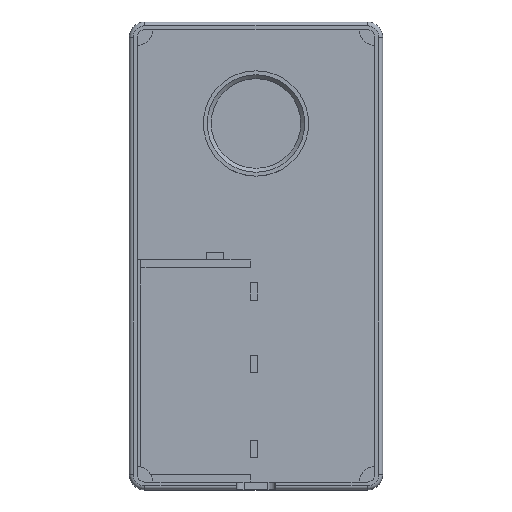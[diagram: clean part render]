
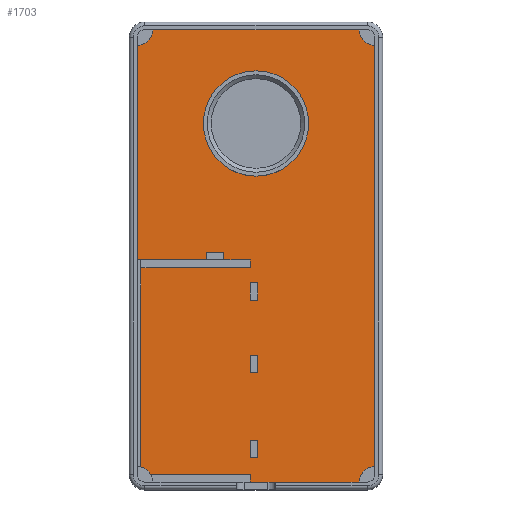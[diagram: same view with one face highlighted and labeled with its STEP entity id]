
A CAD part, top view. The second image highlights one B-rep face of the part: STEP entity #1703.
In plain terms, the highlighted planar face has unit normal (0, 0, 1).
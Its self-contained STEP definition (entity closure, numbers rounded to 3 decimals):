
#77=LINE('',#2558,#252);
#93=LINE('',#2597,#268);
#102=LINE('',#2615,#277);
#111=LINE('',#2643,#286);
#120=LINE('',#2664,#295);
#121=LINE('',#2666,#296);
#122=LINE('',#2668,#297);
#123=LINE('',#2670,#298);
#124=LINE('',#2672,#299);
#125=LINE('',#2674,#300);
#126=LINE('',#2676,#301);
#127=LINE('',#2678,#302);
#128=LINE('',#2680,#303);
#129=LINE('',#2682,#304);
#130=LINE('',#2683,#305);
#131=LINE('',#2686,#306);
#132=LINE('',#2688,#307);
#133=LINE('',#2690,#308);
#134=LINE('',#2691,#309);
#135=LINE('',#2694,#310);
#136=LINE('',#2696,#311);
#137=LINE('',#2698,#312);
#138=LINE('',#2699,#313);
#139=LINE('',#2702,#314);
#140=LINE('',#2704,#315);
#141=LINE('',#2706,#316);
#252=VECTOR('',#2022,1000.);
#268=VECTOR('',#2048,1000.);
#277=VECTOR('',#2059,1000.);
#286=VECTOR('',#2080,1000.);
#295=VECTOR('',#2097,1000.);
#296=VECTOR('',#2098,1000.);
#297=VECTOR('',#2099,1000.);
#298=VECTOR('',#2100,1000.);
#299=VECTOR('',#2101,1000.);
#300=VECTOR('',#2102,1000.);
#301=VECTOR('',#2103,1000.);
#302=VECTOR('',#2104,1000.);
#303=VECTOR('',#2105,1000.);
#304=VECTOR('',#2106,1000.);
#305=VECTOR('',#2107,1000.);
#306=VECTOR('',#2108,1000.);
#307=VECTOR('',#2109,1000.);
#308=VECTOR('',#2110,1000.);
#309=VECTOR('',#2111,1000.);
#310=VECTOR('',#2112,1000.);
#311=VECTOR('',#2113,1000.);
#312=VECTOR('',#2114,1000.);
#313=VECTOR('',#2115,1000.);
#314=VECTOR('',#2116,1000.);
#315=VECTOR('',#2117,1000.);
#316=VECTOR('',#2118,1000.);
#492=ORIENTED_EDGE('',*,*,#939,.T.);
#493=ORIENTED_EDGE('',*,*,#991,.T.);
#494=ORIENTED_EDGE('',*,*,#959,.F.);
#495=ORIENTED_EDGE('',*,*,#992,.T.);
#496=ORIENTED_EDGE('',*,*,#982,.F.);
#497=ORIENTED_EDGE('',*,*,#993,.T.);
#498=ORIENTED_EDGE('',*,*,#968,.T.);
#499=ORIENTED_EDGE('',*,*,#994,.T.);
#500=ORIENTED_EDGE('',*,*,#995,.T.);
#501=ORIENTED_EDGE('',*,*,#996,.T.);
#502=ORIENTED_EDGE('',*,*,#997,.F.);
#503=ORIENTED_EDGE('',*,*,#998,.T.);
#504=ORIENTED_EDGE('',*,*,#999,.T.);
#505=ORIENTED_EDGE('',*,*,#1000,.F.);
#506=ORIENTED_EDGE('',*,*,#1001,.T.);
#507=ORIENTED_EDGE('',*,*,#1002,.T.);
#508=ORIENTED_EDGE('',*,*,#1003,.F.);
#509=ORIENTED_EDGE('',*,*,#1004,.T.);
#510=ORIENTED_EDGE('',*,*,#1005,.T.);
#511=ORIENTED_EDGE('',*,*,#1006,.F.);
#512=ORIENTED_EDGE('',*,*,#1007,.F.);
#513=ORIENTED_EDGE('',*,*,#1008,.T.);
#514=ORIENTED_EDGE('',*,*,#1009,.T.);
#515=ORIENTED_EDGE('',*,*,#1010,.F.);
#516=ORIENTED_EDGE('',*,*,#1011,.F.);
#517=ORIENTED_EDGE('',*,*,#1012,.T.);
#518=ORIENTED_EDGE('',*,*,#1013,.T.);
#519=ORIENTED_EDGE('',*,*,#1014,.F.);
#520=ORIENTED_EDGE('',*,*,#1015,.F.);
#521=ORIENTED_EDGE('',*,*,#1016,.F.);
#939=EDGE_CURVE('',#1191,#1190,#77,.T.);
#959=EDGE_CURVE('',#1208,#1209,#93,.T.);
#968=EDGE_CURVE('',#1217,#1216,#102,.T.);
#982=EDGE_CURVE('',#1230,#1231,#111,.T.);
#991=EDGE_CURVE('',#1190,#1209,#1349,.T.);
#992=EDGE_CURVE('',#1208,#1231,#1350,.T.);
#993=EDGE_CURVE('',#1230,#1217,#1351,.T.);
#994=EDGE_CURVE('',#1216,#1238,#120,.T.);
#995=EDGE_CURVE('',#1238,#1239,#121,.T.);
#996=EDGE_CURVE('',#1239,#1240,#122,.T.);
#997=EDGE_CURVE('',#1241,#1240,#123,.T.);
#998=EDGE_CURVE('',#1241,#1242,#124,.T.);
#999=EDGE_CURVE('',#1242,#1243,#125,.T.);
#1000=EDGE_CURVE('',#1244,#1243,#126,.T.);
#1001=EDGE_CURVE('',#1244,#1245,#127,.T.);
#1002=EDGE_CURVE('',#1245,#1246,#128,.T.);
#1003=EDGE_CURVE('',#1191,#1246,#129,.T.);
#1004=EDGE_CURVE('',#1247,#1248,#130,.T.);
#1005=EDGE_CURVE('',#1248,#1249,#131,.T.);
#1006=EDGE_CURVE('',#1250,#1249,#132,.T.);
#1007=EDGE_CURVE('',#1247,#1250,#133,.T.);
#1008=EDGE_CURVE('',#1251,#1252,#134,.T.);
#1009=EDGE_CURVE('',#1252,#1253,#135,.T.);
#1010=EDGE_CURVE('',#1254,#1253,#136,.T.);
#1011=EDGE_CURVE('',#1251,#1254,#137,.T.);
#1012=EDGE_CURVE('',#1255,#1256,#138,.T.);
#1013=EDGE_CURVE('',#1256,#1257,#139,.T.);
#1014=EDGE_CURVE('',#1258,#1257,#140,.T.);
#1015=EDGE_CURVE('',#1255,#1258,#141,.T.);
#1016=EDGE_CURVE('',#1259,#1259,#1352,.T.);
#1190=VERTEX_POINT('',#2557);
#1191=VERTEX_POINT('',#2559);
#1208=VERTEX_POINT('',#2596);
#1209=VERTEX_POINT('',#2598);
#1216=VERTEX_POINT('',#2614);
#1217=VERTEX_POINT('',#2616);
#1230=VERTEX_POINT('',#2644);
#1231=VERTEX_POINT('',#2645);
#1238=VERTEX_POINT('',#2665);
#1239=VERTEX_POINT('',#2667);
#1240=VERTEX_POINT('',#2669);
#1241=VERTEX_POINT('',#2671);
#1242=VERTEX_POINT('',#2673);
#1243=VERTEX_POINT('',#2675);
#1244=VERTEX_POINT('',#2677);
#1245=VERTEX_POINT('',#2679);
#1246=VERTEX_POINT('',#2681);
#1247=VERTEX_POINT('',#2684);
#1248=VERTEX_POINT('',#2685);
#1249=VERTEX_POINT('',#2687);
#1250=VERTEX_POINT('',#2689);
#1251=VERTEX_POINT('',#2692);
#1252=VERTEX_POINT('',#2693);
#1253=VERTEX_POINT('',#2695);
#1254=VERTEX_POINT('',#2697);
#1255=VERTEX_POINT('',#2700);
#1256=VERTEX_POINT('',#2701);
#1257=VERTEX_POINT('',#2703);
#1258=VERTEX_POINT('',#2705);
#1259=VERTEX_POINT('',#2708);
#1349=CIRCLE('',#1834,2.);
#1350=CIRCLE('',#1835,2.);
#1351=CIRCLE('',#1836,2.);
#1352=CIRCLE('',#1837,13.5);
#1414=EDGE_LOOP('',(#492,#493,#494,#495,#496,#497,#498,#499,#500,#501,#502,
#503,#504,#505,#506,#507,#508));
#1415=EDGE_LOOP('',(#509,#510,#511,#512));
#1416=EDGE_LOOP('',(#513,#514,#515,#516));
#1417=EDGE_LOOP('',(#517,#518,#519,#520));
#1418=EDGE_LOOP('',(#521));
#1533=FACE_BOUND('',#1414,.T.);
#1534=FACE_BOUND('',#1415,.T.);
#1535=FACE_BOUND('',#1416,.T.);
#1536=FACE_BOUND('',#1417,.T.);
#1537=FACE_BOUND('',#1418,.T.);
#1648=PLANE('',#1833);
#1703=ADVANCED_FACE('',(#1533,#1534,#1535,#1536,#1537),#1648,.T.);
#1833=AXIS2_PLACEMENT_3D('',#2660,#2089,#2090);
#1834=AXIS2_PLACEMENT_3D('',#2661,#2091,#2092);
#1835=AXIS2_PLACEMENT_3D('',#2662,#2093,#2094);
#1836=AXIS2_PLACEMENT_3D('',#2663,#2095,#2096);
#1837=AXIS2_PLACEMENT_3D('',#2707,#2119,#2120);
#2022=DIRECTION('',(1.,0.,0.));
#2048=DIRECTION('',(0.,-1.,0.));
#2059=DIRECTION('',(0.,-1.,0.));
#2080=DIRECTION('',(1.,0.,0.));
#2089=DIRECTION('',(0.,0.,1.));
#2090=DIRECTION('',(1.,0.,0.));
#2091=DIRECTION('',(0.,0.,1.));
#2092=DIRECTION('',(1.,0.,0.));
#2093=DIRECTION('',(0.,0.,1.));
#2094=DIRECTION('',(1.,0.,0.));
#2095=DIRECTION('',(0.,0.,1.));
#2096=DIRECTION('',(1.,0.,0.));
#2097=DIRECTION('',(1.,0.,0.));
#2098=DIRECTION('',(0.,1.,0.));
#2099=DIRECTION('',(1.,0.,0.));
#2100=DIRECTION('',(0.,1.,0.));
#2101=DIRECTION('',(1.,0.,0.));
#2102=DIRECTION('',(0.,-1.,0.));
#2103=DIRECTION('',(1.,0.,0.));
#2104=DIRECTION('',(0.,-1.,0.));
#2105=DIRECTION('',(1.,0.,0.));
#2106=DIRECTION('',(0.,1.,0.));
#2107=DIRECTION('',(1.,0.,0.));
#2108=DIRECTION('',(0.,-1.,0.));
#2109=DIRECTION('',(1.,0.,0.));
#2110=DIRECTION('',(0.,-1.,0.));
#2111=DIRECTION('',(1.,0.,0.));
#2112=DIRECTION('',(0.,-1.,0.));
#2113=DIRECTION('',(1.,0.,0.));
#2114=DIRECTION('',(0.,-1.,0.));
#2115=DIRECTION('',(1.,0.,0.));
#2116=DIRECTION('',(0.,-1.,0.));
#2117=DIRECTION('',(1.,0.,0.));
#2118=DIRECTION('',(0.,-1.,0.));
#2119=DIRECTION('',(0.,0.,1.));
#2120=DIRECTION('',(1.,0.,0.));
#2557=CARTESIAN_POINT('',(28.5,-58.,0.));
#2558=CARTESIAN_POINT('',(14.5,-58.,0.));
#2559=CARTESIAN_POINT('',(-1.5,-58.,0.));
#2596=CARTESIAN_POINT('',(30.5,56.,0.));
#2597=CARTESIAN_POINT('',(30.5,0.,0.));
#2598=CARTESIAN_POINT('',(30.5,-56.,0.));
#2614=CARTESIAN_POINT('',(-30.5,-1.,0.));
#2615=CARTESIAN_POINT('',(-30.5,-28.5,0.));
#2616=CARTESIAN_POINT('',(-30.5,56.,0.));
#2643=CARTESIAN_POINT('',(0.,58.,0.));
#2644=CARTESIAN_POINT('',(-28.5,58.,0.));
#2645=CARTESIAN_POINT('',(28.5,58.,0.));
#2660=CARTESIAN_POINT('',(0.,0.,0.));
#2661=CARTESIAN_POINT('',(28.5,-56.,0.));
#2662=CARTESIAN_POINT('',(28.5,56.,0.));
#2663=CARTESIAN_POINT('',(-28.5,56.,0.));
#2664=CARTESIAN_POINT('',(-4.86,-1.,0.));
#2665=CARTESIAN_POINT('',(-12.72,-1.,0.));
#2666=CARTESIAN_POINT('',(-12.72,0.,0.));
#2667=CARTESIAN_POINT('',(-12.72,1.,0.));
#2668=CARTESIAN_POINT('',(-10.47,1.,0.));
#2669=CARTESIAN_POINT('',(-8.22,1.,0.));
#2670=CARTESIAN_POINT('',(-8.22,0.,0.));
#2671=CARTESIAN_POINT('',(-8.22,-1.,0.));
#2672=CARTESIAN_POINT('',(-4.86,-1.,0.));
#2673=CARTESIAN_POINT('',(-1.5,-1.,0.));
#2674=CARTESIAN_POINT('',(-1.5,-2.,0.));
#2675=CARTESIAN_POINT('',(-1.5,-3.,0.));
#2676=CARTESIAN_POINT('',(-15.5,-3.,0.));
#2677=CARTESIAN_POINT('',(-29.5,-3.,0.));
#2678=CARTESIAN_POINT('',(-29.5,-29.5,0.));
#2679=CARTESIAN_POINT('',(-29.5,-56.,0.));
#2680=CARTESIAN_POINT('',(-30.,-56.,0.));
#2681=CARTESIAN_POINT('',(-1.5,-56.,0.));
#2682=CARTESIAN_POINT('',(-1.5,-57.,0.));
#2683=CARTESIAN_POINT('',(-0.5,-6.823,0.));
#2684=CARTESIAN_POINT('',(-1.5,-6.823,0.));
#2685=CARTESIAN_POINT('',(0.5,-6.823,0.));
#2686=CARTESIAN_POINT('',(0.5,-9.073,0.));
#2687=CARTESIAN_POINT('',(0.5,-11.323,0.));
#2688=CARTESIAN_POINT('',(-0.5,-11.323,0.));
#2689=CARTESIAN_POINT('',(-1.5,-11.323,0.));
#2690=CARTESIAN_POINT('',(-1.5,-9.073,0.));
#2691=CARTESIAN_POINT('',(-0.5,-25.459,0.));
#2692=CARTESIAN_POINT('',(-1.5,-25.459,0.));
#2693=CARTESIAN_POINT('',(0.5,-25.459,0.));
#2694=CARTESIAN_POINT('',(0.5,-27.709,0.));
#2695=CARTESIAN_POINT('',(0.5,-29.959,0.));
#2696=CARTESIAN_POINT('',(-0.5,-29.959,0.));
#2697=CARTESIAN_POINT('',(-1.5,-29.959,0.));
#2698=CARTESIAN_POINT('',(-1.5,-27.709,0.));
#2699=CARTESIAN_POINT('',(-0.5,-47.193,0.));
#2700=CARTESIAN_POINT('',(-1.5,-47.193,0.));
#2701=CARTESIAN_POINT('',(0.5,-47.193,0.));
#2702=CARTESIAN_POINT('',(0.5,-49.443,0.));
#2703=CARTESIAN_POINT('',(0.5,-51.693,0.));
#2704=CARTESIAN_POINT('',(-0.5,-51.693,0.));
#2705=CARTESIAN_POINT('',(-1.5,-51.693,0.));
#2706=CARTESIAN_POINT('',(-1.5,-49.443,0.));
#2707=CARTESIAN_POINT('',(0.,34.,0.));
#2708=CARTESIAN_POINT('',(13.5,34.,0.));
